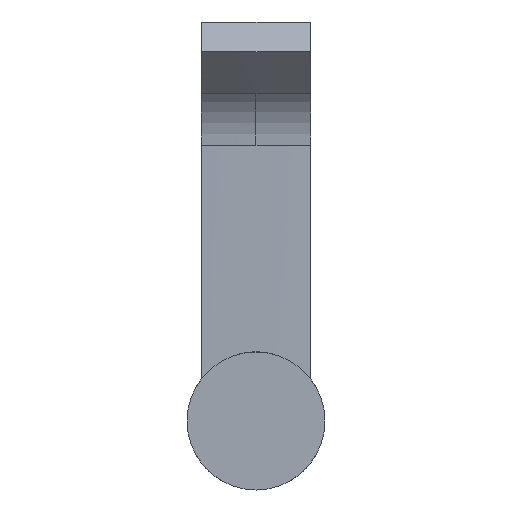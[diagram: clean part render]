
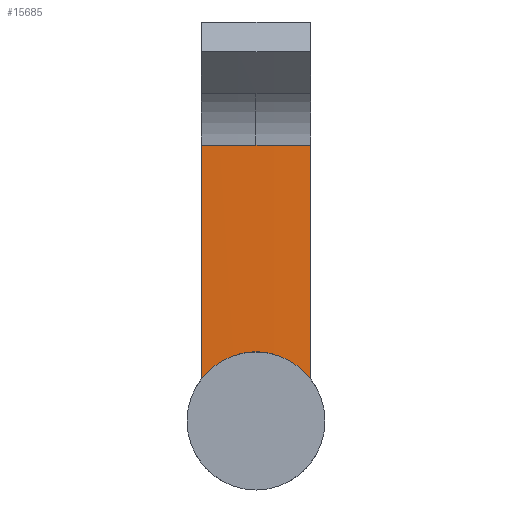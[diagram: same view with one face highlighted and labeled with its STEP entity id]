
A CAD part, front view. The second image highlights one B-rep face of the part: STEP entity #15685.
In plain terms, the highlighted cylindrical face has radius 1000 mm (diameter 2000 mm), a partial arc.
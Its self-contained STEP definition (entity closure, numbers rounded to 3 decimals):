
#361 = CARTESIAN_POINT ( 'NONE',  ( 93.5, 992.819, 0. ) ) ;
#1919 = CARTESIAN_POINT ( 'NONE',  ( 93.5, -7.009, 18.5 ) ) ;
#1945 = DIRECTION ( 'NONE',  ( 0., 0., -1. ) ) ;
#2522 = AXIS2_PLACEMENT_3D ( 'NONE', #41573, #42074, #7465 ) ;
#3497 = ORIENTED_EDGE ( 'NONE', *, *, #10562, .F. ) ;
#3868 = FACE_OUTER_BOUND ( 'NONE', #23476, .T. ) ;
#4265 = DIRECTION ( 'NONE',  ( 1., 0., 0. ) ) ;
#4646 = EDGE_CURVE ( 'NONE', #28325, #33815, #23991, .T. ) ;
#5205 = CARTESIAN_POINT ( 'NONE',  ( 93.5, 992.819, 0. ) ) ;
#5994 = CARTESIAN_POINT ( 'NONE',  ( 93.5, -7.009, -18.5 ) ) ;
#6614 = VECTOR ( 'NONE', #32509, 1000. ) ;
#6831 = AXIS2_PLACEMENT_3D ( 'NONE', #5205, #20661, #1945 ) ;
#7314 = AXIS2_PLACEMENT_3D ( 'NONE', #361, #26766, #11821 ) ;
#7465 = DIRECTION ( 'NONE',  ( 0., 0., -1. ) ) ;
#9636 = DIRECTION ( 'NONE',  ( 1., 0., 0. ) ) ;
#9941 = AXIS2_PLACEMENT_3D ( 'NONE', #38358, #4265, #15721 ) ;
#10386 = VERTEX_POINT ( 'NONE', #5994 ) ;
#10562 = EDGE_CURVE ( 'NONE', #33815, #10386, #27505, .T. ) ;
#10941 = ORIENTED_EDGE ( 'NONE', *, *, #22765, .F. ) ;
#11821 = DIRECTION ( 'NONE',  ( 0., 0., 1. ) ) ;
#15685 = ADVANCED_FACE ( 'NONE', ( #3868 ), #30003, .T. ) ;
#15721 = DIRECTION ( 'NONE',  ( 0., 0., -1. ) ) ;
#16522 = ORIENTED_EDGE ( 'NONE', *, *, #19464, .F. ) ;
#17622 = LINE ( 'NONE', #1919, #49214 ) ;
#19464 = EDGE_CURVE ( 'NONE', #10386, #39128, #47220, .T. ) ;
#19585 = CARTESIAN_POINT ( 'NONE',  ( 93.5, -7.009, 18.5 ) ) ;
#20661 = DIRECTION ( 'NONE',  ( 1., 0., 0. ) ) ;
#22765 = EDGE_CURVE ( 'NONE', #30321, #28325, #17622, .T. ) ;
#23476 = EDGE_LOOP ( 'NONE', ( #16522, #3497, #35595, #10941, #43488 ) ) ;
#23991 = CIRCLE ( 'NONE', #2522, 1000. ) ;
#26766 = DIRECTION ( 'NONE',  ( -1., 0., 0. ) ) ;
#27505 = CIRCLE ( 'NONE', #6831, 1000. ) ;
#27809 = CARTESIAN_POINT ( 'NONE',  ( 93.5, -7.009, -18.5 ) ) ;
#28325 = VERTEX_POINT ( 'NONE', #19585 ) ;
#29388 = EDGE_CURVE ( 'NONE', #30321, #39128, #31381, .T. ) ;
#30003 = CYLINDRICAL_SURFACE ( 'NONE', #7314, 1000. ) ;
#30321 = VERTEX_POINT ( 'NONE', #41809 ) ;
#31381 = CIRCLE ( 'NONE', #9941, 1000. ) ;
#32509 = DIRECTION ( 'NONE',  ( -1., 0., 0. ) ) ;
#33815 = VERTEX_POINT ( 'NONE', #42905 ) ;
#35595 = ORIENTED_EDGE ( 'NONE', *, *, #4646, .F. ) ;
#38358 = CARTESIAN_POINT ( 'NONE',  ( 0., 992.819, 0. ) ) ;
#39128 = VERTEX_POINT ( 'NONE', #40802 ) ;
#40802 = CARTESIAN_POINT ( 'NONE',  ( 0., -7.009, -18.5 ) ) ;
#41573 = CARTESIAN_POINT ( 'NONE',  ( 93.5, 992.819, 0. ) ) ;
#41809 = CARTESIAN_POINT ( 'NONE',  ( 0., -7.009, 18.5 ) ) ;
#42074 = DIRECTION ( 'NONE',  ( 1., 0., 0. ) ) ;
#42905 = CARTESIAN_POINT ( 'NONE',  ( 93.5, -7.181, 0. ) ) ;
#43488 = ORIENTED_EDGE ( 'NONE', *, *, #29388, .T. ) ;
#47220 = LINE ( 'NONE', #27809, #6614 ) ;
#49214 = VECTOR ( 'NONE', #9636, 1000. ) ;
